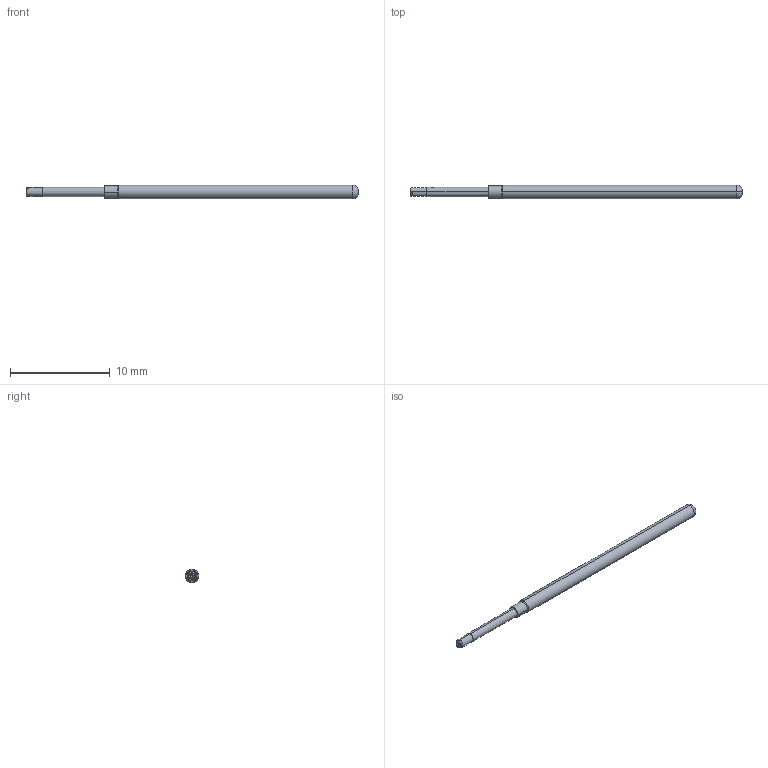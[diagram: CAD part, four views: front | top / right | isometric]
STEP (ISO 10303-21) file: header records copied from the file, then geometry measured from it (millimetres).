
FILE_DESCRIPTION (( 'STEP AP214' ), '1' );
FILE_NAME ('100-PRP2579_.STEP', '2016-05-27T14:09:18', ( 'spare' ), ( '' ), 'SwSTEP 2.0', 'SolidWorks 2016', '' );
FILE_SCHEMA (( 'AUTOMOTIVE_DESIGN' ));
Length unit declared in the file: inch
Products named in the file (1): 100-PRP2579_
Bounding box: 33.27 x 1.37 x 1.37 mm (x, y, z)
Volume: 41.9 mm3; surface area: 132.9 mm2
Topology: 1 solids, 1 shells, 77 faces, 184 edges, 120 vertices
Faces by surface type: plane 63, cone 8, cylinder 4, torus 2
Entity records: 3241 total; most frequent: CARTESIAN_POINT 442, ORIENTED_EDGE 368, DIRECTION 346, EDGE_CURVE 184, VECTOR 138, LINE 138, VERTEX_POINT 120, AXIS2_PLACEMENT_3D 104
